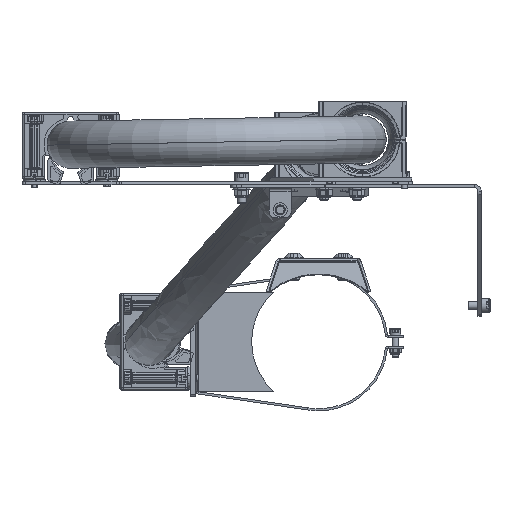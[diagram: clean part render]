
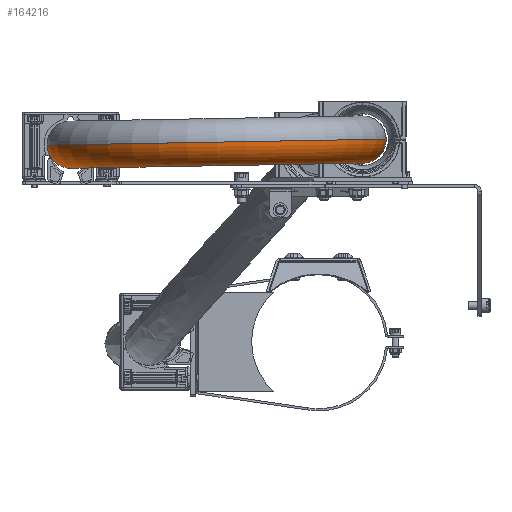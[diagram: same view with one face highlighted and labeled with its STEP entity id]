
A CAD part, left-side view. The second image highlights one B-rep face of the part: STEP entity #164216.
In plain terms, the highlighted toroidal (fillet/blend) face has major radius 132.869 mm and minor radius 21.5 mm.
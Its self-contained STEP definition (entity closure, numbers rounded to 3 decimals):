
#830 = DIRECTION ( 'NONE',  ( 1., 0., 0. ) ) ;
#10160 = VERTEX_POINT ( 'NONE', #110250 ) ;
#10363 = ORIENTED_EDGE ( 'NONE', *, *, #103829, .T. ) ;
#11439 = CARTESIAN_POINT ( 'NONE',  ( -319.883, 225.7, 2064.3 ) ) ;
#11583 = AXIS2_PLACEMENT_3D ( 'NONE', #56023, #131334, #190666 ) ;
#13157 = CIRCLE ( 'NONE', #193425, 21.5 ) ;
#13507 = CARTESIAN_POINT ( 'NONE',  ( -319.883, 225.7, 2042.8 ) ) ;
#14856 = CIRCLE ( 'NONE', #11583, 21.5 ) ;
#15236 = CARTESIAN_POINT ( 'NONE',  ( -319.883, -18.5, 2068.62 ) ) ;
#24199 = EDGE_CURVE ( 'NONE', #170559, #10160, #53477, .T. ) ;
#24897 = VERTEX_POINT ( 'NONE', #186885 ) ;
#26550 = AXIS2_PLACEMENT_3D ( 'NONE', #130508, #55225, #69130 ) ;
#34670 = ORIENTED_EDGE ( 'NONE', *, *, #24199, .F. ) ;
#36120 = CIRCLE ( 'NONE', #52062, 111.369 ) ;
#42100 = EDGE_LOOP ( 'NONE', ( #134203, #34670, #102510, #146223, #162919, #10363 ) ) ;
#42635 = EDGE_CURVE ( 'NONE', #171658, #24897, #14856, .T. ) ;
#43966 = CARTESIAN_POINT ( 'NONE',  ( -319.883, 92.852, 2066.65 ) ) ;
#46241 = EDGE_CURVE ( 'NONE', #148920, #170559, #13157, .T. ) ;
#47400 = DIRECTION ( 'NONE',  ( 0., -1., 0.018 ) ) ;
#51130 = EDGE_CURVE ( 'NONE', #10160, #164621, #185140, .T. ) ;
#52062 = AXIS2_PLACEMENT_3D ( 'NONE', #62243, #184905, #47400 ) ;
#53477 = CIRCLE ( 'NONE', #129382, 21.5 ) ;
#55225 = DIRECTION ( 'NONE',  ( -1., 0., 0. ) ) ;
#56023 = CARTESIAN_POINT ( 'NONE',  ( -319.883, -39.997, 2069. ) ) ;
#58136 = CARTESIAN_POINT ( 'NONE',  ( -319.883, -61.493, 2069.38 ) ) ;
#60415 = CARTESIAN_POINT ( 'NONE',  ( -319.883, 204.203, 2064.68 ) ) ;
#62243 = CARTESIAN_POINT ( 'NONE',  ( -319.883, 92.852, 2066.65 ) ) ;
#69130 = DIRECTION ( 'NONE',  ( 0., -0.999, 0.035 ) ) ;
#72017 = DIRECTION ( 'NONE',  ( 1., 0., 0. ) ) ;
#77203 = CARTESIAN_POINT ( 'NONE',  ( -319.883, 225.7, 2064.3 ) ) ;
#87725 = FACE_OUTER_BOUND ( 'NONE', #42100, .T. ) ;
#89256 = DIRECTION ( 'NONE',  ( 0., 1., 0. ) ) ;
#102510 = ORIENTED_EDGE ( 'NONE', *, *, #46241, .F. ) ;
#103829 = EDGE_CURVE ( 'NONE', #24897, #164621, #130996, .T. ) ;
#105484 = DIRECTION ( 'NONE',  ( 0., -1., 0.018 ) ) ;
#110250 = CARTESIAN_POINT ( 'NONE',  ( -319.883, 247.197, 2063.92 ) ) ;
#119284 = DIRECTION ( 'NONE',  ( 0., 0.018, 1. ) ) ;
#129382 = AXIS2_PLACEMENT_3D ( 'NONE', #11439, #72017, #184678 ) ;
#130492 = TOROIDAL_SURFACE ( 'NONE', #152473, 132.869, 21.5 ) ;
#130508 = CARTESIAN_POINT ( 'NONE',  ( -319.883, -39.997, 2069. ) ) ;
#130996 = CIRCLE ( 'NONE', #26550, 21.5 ) ;
#131334 = DIRECTION ( 'NONE',  ( -1., 0., 0. ) ) ;
#134203 = ORIENTED_EDGE ( 'NONE', *, *, #51130, .F. ) ;
#146223 = ORIENTED_EDGE ( 'NONE', *, *, #182994, .T. ) ;
#148920 = VERTEX_POINT ( 'NONE', #60415 ) ;
#149909 = DIRECTION ( 'NONE',  ( 0., -1., 0.018 ) ) ;
#152473 = AXIS2_PLACEMENT_3D ( 'NONE', #163742, #119284, #105484 ) ;
#162919 = ORIENTED_EDGE ( 'NONE', *, *, #42635, .T. ) ;
#163742 = CARTESIAN_POINT ( 'NONE',  ( -319.883, 92.852, 2066.65 ) ) ;
#164216 = ADVANCED_FACE ( 'NONE', ( #87725 ), #130492, .T. ) ;
#164621 = VERTEX_POINT ( 'NONE', #58136 ) ;
#170559 = VERTEX_POINT ( 'NONE', #13507 ) ;
#171658 = VERTEX_POINT ( 'NONE', #15236 ) ;
#178566 = DIRECTION ( 'NONE',  ( 0., 0.018, 1. ) ) ;
#182994 = EDGE_CURVE ( 'NONE', #148920, #171658, #36120, .T. ) ;
#184678 = DIRECTION ( 'NONE',  ( 0., 1., 0. ) ) ;
#184905 = DIRECTION ( 'NONE',  ( 0., 0.018, 1. ) ) ;
#185140 = CIRCLE ( 'NONE', #188395, 154.369 ) ;
#186885 = CARTESIAN_POINT ( 'NONE',  ( -319.883, -61.497, 2069. ) ) ;
#188395 = AXIS2_PLACEMENT_3D ( 'NONE', #43966, #178566, #149909 ) ;
#190666 = DIRECTION ( 'NONE',  ( 0., -0.999, 0.035 ) ) ;
#193425 = AXIS2_PLACEMENT_3D ( 'NONE', #77203, #830, #89256 ) ;
